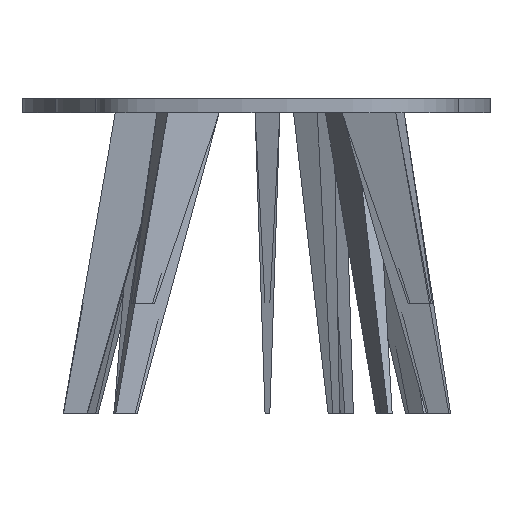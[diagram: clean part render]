
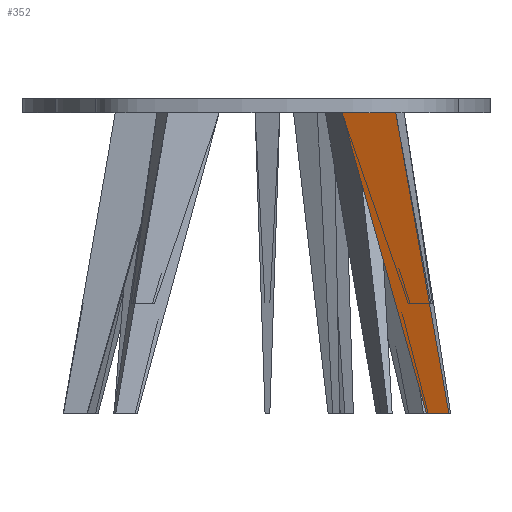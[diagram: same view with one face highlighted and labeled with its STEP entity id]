
A CAD part, left-side view. The second image highlights one B-rep face of the part: STEP entity #352.
In plain terms, the highlighted free-form (B-spline) face has degree [1, 1] with [2, 2] control points.
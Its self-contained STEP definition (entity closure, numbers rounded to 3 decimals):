
#352=ADVANCED_FACE($,(#512),#1882,.T.);
#512=FACE_OUTER_BOUND($,#679,.T.);
#679=EDGE_LOOP($,(#1214,#1215,#1216,#1217));
#1214=ORIENTED_EDGE($,*,*,#1541,.F.);
#1215=ORIENTED_EDGE($,*,*,#1536,.F.);
#1216=ORIENTED_EDGE($,*,*,#1547,.F.);
#1217=ORIENTED_EDGE($,*,*,#1545,.F.);
#1536=EDGE_CURVE($,#1749,#1748,#2064,.T.);
#1541=EDGE_CURVE($,#1748,#1753,#2069,.T.);
#1545=EDGE_CURVE($,#1753,#1755,#2073,.T.);
#1547=EDGE_CURVE($,#1755,#1749,#2075,.T.);
#1748=VERTEX_POINT($,#4754);
#1749=VERTEX_POINT($,#4755);
#1753=VERTEX_POINT($,#4759);
#1755=VERTEX_POINT($,#4761);
#1882=B_SPLINE_SURFACE_WITH_KNOTS($,1,1,((#4750,#4751),(#4752,#4753)),.UNSPECIFIED.,
.F.,.F.,.F.,(2,2),(2,2),(0.,655.845),(0.,120.),.UNSPECIFIED.);
#2064=B_SPLINE_CURVE_WITH_KNOTS($,1,(#4706,#4707),.UNSPECIFIED.,.F.,.F.,
(2,2),(-50.,0.),.UNSPECIFIED.);
#2069=B_SPLINE_CURVE_WITH_KNOTS($,1,(#4716,#4717),.UNSPECIFIED.,.F.,.F.,
(2,2),(-655.845,0.),.UNSPECIFIED.);
#2073=B_SPLINE_CURVE_WITH_KNOTS($,1,(#4724,#4725),.UNSPECIFIED.,.F.,.F.,
(2,2),(0.,120.),.UNSPECIFIED.);
#2075=B_SPLINE_CURVE_WITH_KNOTS($,1,(#4728,#4729),.UNSPECIFIED.,.F.,.F.,
(2,2),(0.,640.063),.UNSPECIFIED.);
#4706=CARTESIAN_POINT($,(53740.478,-44596.358,-330.));
#4707=CARTESIAN_POINT($,(53757.482,-44549.339,-330.));
#4716=CARTESIAN_POINT($,(53757.482,-44549.339,-330.));
#4717=CARTESIAN_POINT($,(53799.318,-44371.905,300.));
#4724=CARTESIAN_POINT($,(53799.318,-44371.905,300.));
#4725=CARTESIAN_POINT($,(53758.508,-44484.752,300.));
#4728=CARTESIAN_POINT($,(53758.508,-44484.752,300.));
#4729=CARTESIAN_POINT($,(53740.478,-44596.358,-330.));
#4750=CARTESIAN_POINT($,(53799.318,-44371.905,300.));
#4751=CARTESIAN_POINT($,(53758.508,-44484.752,300.));
#4752=CARTESIAN_POINT($,(53757.482,-44549.339,-330.));
#4753=CARTESIAN_POINT($,(53740.478,-44596.358,-330.));
#4754=CARTESIAN_POINT($,(53757.482,-44549.339,-330.));
#4755=CARTESIAN_POINT($,(53740.478,-44596.358,-330.));
#4759=CARTESIAN_POINT($,(53799.318,-44371.905,300.));
#4761=CARTESIAN_POINT($,(53758.508,-44484.752,300.));
